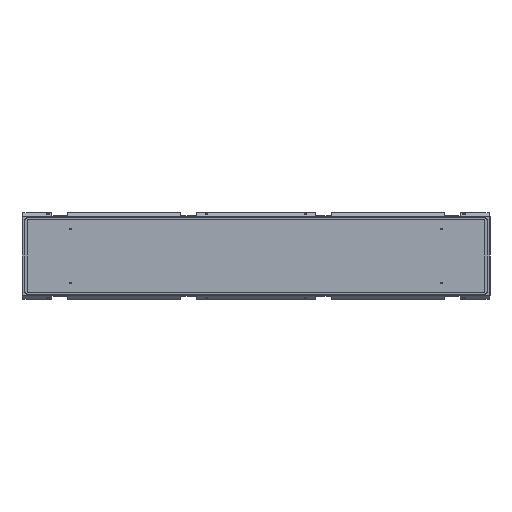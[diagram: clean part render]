
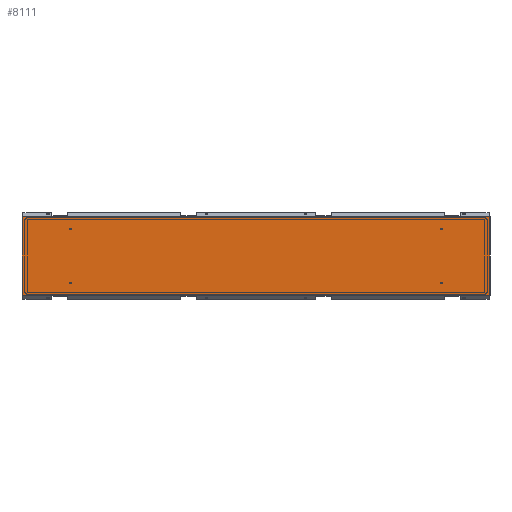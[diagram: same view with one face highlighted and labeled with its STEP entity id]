
A CAD part, left-side view. The second image highlights one B-rep face of the part: STEP entity #8111.
In plain terms, the highlighted face is planar.
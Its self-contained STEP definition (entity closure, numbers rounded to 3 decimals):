
#24 = VERTEX_POINT ( 'NONE', #7839 ) ;
#219 = LINE ( 'NONE', #3442, #3602 ) ;
#257 = DIRECTION ( 'NONE',  ( 1., 0., 0. ) ) ;
#324 = CARTESIAN_POINT ( 'NONE',  ( 162.75, -970.5, 0. ) ) ;
#939 = FACE_OUTER_BOUND ( 'NONE', #3041, .T. ) ;
#1025 = CARTESIAN_POINT ( 'NONE',  ( 0., 0., 0. ) ) ;
#1136 = VECTOR ( 'NONE', #8284, 1000. ) ;
#1458 = EDGE_CURVE ( 'NONE', #5524, #6386, #219, .T. ) ;
#1910 = ORIENTED_EDGE ( 'NONE', *, *, #6184, .T. ) ;
#2829 = LINE ( 'NONE', #324, #3606 ) ;
#3041 = EDGE_LOOP ( 'NONE', ( #6425, #6044, #1910, #7061 ) ) ;
#3442 = CARTESIAN_POINT ( 'NONE',  ( -162.75, -970.5, 0. ) ) ;
#3602 = VECTOR ( 'NONE', #257, 1000. ) ;
#3606 = VECTOR ( 'NONE', #6779, 1000. ) ;
#3614 = EDGE_CURVE ( 'NONE', #24, #3917, #4301, .T. ) ;
#3656 = CARTESIAN_POINT ( 'NONE',  ( -162.75, 970.5, 0. ) ) ;
#3688 = DIRECTION ( 'NONE',  ( -1., 0., 0. ) ) ;
#3917 = VERTEX_POINT ( 'NONE', #7177 ) ;
#4301 = LINE ( 'NONE', #3656, #6903 ) ;
#4861 = PLANE ( 'NONE',  #7606 ) ;
#4878 = CARTESIAN_POINT ( 'NONE',  ( 162.75, -970.5, 0. ) ) ;
#5524 = VERTEX_POINT ( 'NONE', #7437 ) ;
#5580 = DIRECTION ( 'NONE',  ( -1., 0., 0. ) ) ;
#5603 = CARTESIAN_POINT ( 'NONE',  ( -162.75, -970.5, 0. ) ) ;
#5614 = DIRECTION ( 'NONE',  ( 0., 0., -1. ) ) ;
#5642 = LINE ( 'NONE', #5603, #1136 ) ;
#5896 = EDGE_CURVE ( 'NONE', #6386, #24, #2829, .T. ) ;
#6044 = ORIENTED_EDGE ( 'NONE', *, *, #3614, .T. ) ;
#6184 = EDGE_CURVE ( 'NONE', #3917, #5524, #5642, .T. ) ;
#6386 = VERTEX_POINT ( 'NONE', #4878 ) ;
#6425 = ORIENTED_EDGE ( 'NONE', *, *, #5896, .T. ) ;
#6779 = DIRECTION ( 'NONE',  ( 0., 1., 0. ) ) ;
#6903 = VECTOR ( 'NONE', #5580, 1000. ) ;
#7061 = ORIENTED_EDGE ( 'NONE', *, *, #1458, .T. ) ;
#7177 = CARTESIAN_POINT ( 'NONE',  ( -162.75, 970.5, 0. ) ) ;
#7437 = CARTESIAN_POINT ( 'NONE',  ( -162.75, -970.5, 0. ) ) ;
#7606 = AXIS2_PLACEMENT_3D ( 'NONE', #1025, #5614, #3688 ) ;
#7839 = CARTESIAN_POINT ( 'NONE',  ( 162.75, 970.5, 0. ) ) ;
#8111 = ADVANCED_FACE ( 'NONE', ( #939 ), #4861, .F. ) ;
#8284 = DIRECTION ( 'NONE',  ( 0., -1., 0. ) ) ;
